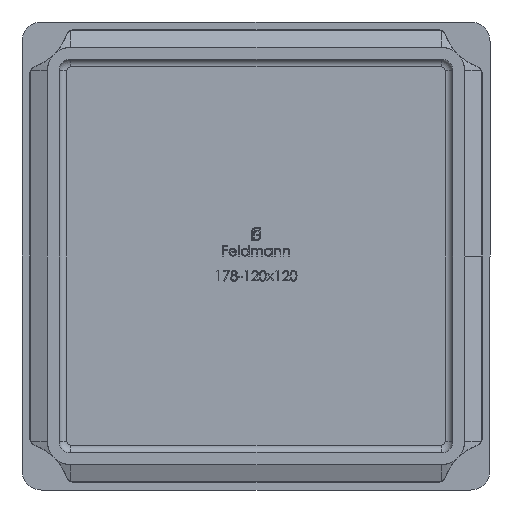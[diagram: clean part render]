
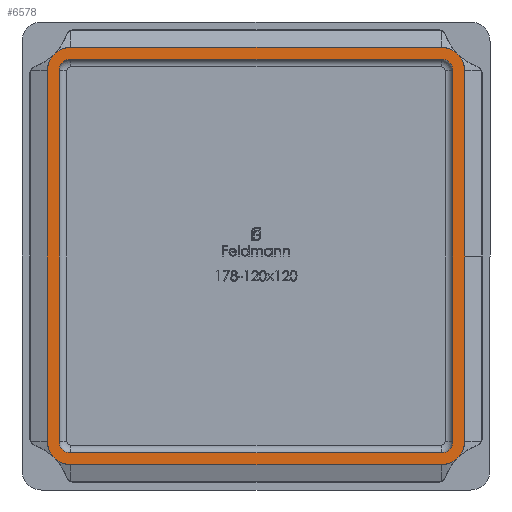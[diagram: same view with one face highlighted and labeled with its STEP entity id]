
A CAD part, front view. The second image highlights one B-rep face of the part: STEP entity #6578.
In plain terms, the highlighted planar face has unit normal (0, -1, 0).
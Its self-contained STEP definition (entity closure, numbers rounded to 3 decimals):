
#122 = VECTOR ( 'NONE', #3437, 1000. ) ;
#281 = VERTEX_POINT ( 'NONE', #12202 ) ;
#577 = AXIS2_PLACEMENT_3D ( 'NONE', #2741, #1229, #6047 ) ;
#605 = ORIENTED_EDGE ( 'NONE', *, *, #9967, .F. ) ;
#610 = CARTESIAN_POINT ( 'NONE',  ( 25.25, -16., 23.75 ) ) ;
#651 = LINE ( 'NONE', #15672, #18590 ) ;
#769 = EDGE_CURVE ( 'NONE', #18337, #16221, #11127, .T. ) ;
#1229 = DIRECTION ( 'NONE',  ( 0., -1., 0. ) ) ;
#1458 = CARTESIAN_POINT ( 'NONE',  ( -23.75, -16., -23.75 ) ) ;
#1489 = DIRECTION ( 'NONE',  ( 0., 0., 1. ) ) ;
#1512 = EDGE_LOOP ( 'NONE', ( #6444, #4502, #13633, #7176, #5772, #8122, #13792, #605 ) ) ;
#1605 = DIRECTION ( 'NONE',  ( 0., 0., -1. ) ) ;
#1859 = CIRCLE ( 'NONE', #6153, 3. ) ;
#2006 = VERTEX_POINT ( 'NONE', #2854 ) ;
#2254 = DIRECTION ( 'NONE',  ( 0., 0., 1. ) ) ;
#2303 = VECTOR ( 'NONE', #19685, 1000. ) ;
#2352 = CIRCLE ( 'NONE', #2992, 1.5 ) ;
#2356 = LINE ( 'NONE', #5944, #17859 ) ;
#2501 = DIRECTION ( 'NONE',  ( 0., 0., -1. ) ) ;
#2642 = DIRECTION ( 'NONE',  ( 0., 0., 1. ) ) ;
#2687 = DIRECTION ( 'NONE',  ( 0., 0., 1. ) ) ;
#2741 = CARTESIAN_POINT ( 'NONE',  ( 23.75, -16., -23.75 ) ) ;
#2854 = CARTESIAN_POINT ( 'NONE',  ( 26.75, -16., -23.75 ) ) ;
#2871 = EDGE_CURVE ( 'NONE', #16221, #15472, #8381, .T. ) ;
#2917 = DIRECTION ( 'NONE',  ( 0., -1., 0. ) ) ;
#2992 = AXIS2_PLACEMENT_3D ( 'NONE', #20152, #2917, #13925 ) ;
#3113 = DIRECTION ( 'NONE',  ( 0., 0., 1. ) ) ;
#3415 = CARTESIAN_POINT ( 'NONE',  ( 26.75, -16., 23.75 ) ) ;
#3437 = DIRECTION ( 'NONE',  ( 1., 0., 0. ) ) ;
#3629 = EDGE_CURVE ( 'NONE', #281, #14506, #17334, .T. ) ;
#3713 = EDGE_LOOP ( 'NONE', ( #6114, #7944, #18169, #8812, #5740, #12897, #13783, #11039 ) ) ;
#3829 = CIRCLE ( 'NONE', #12753, 3. ) ;
#3966 = AXIS2_PLACEMENT_3D ( 'NONE', #10289, #4099, #11808 ) ;
#3981 = CARTESIAN_POINT ( 'NONE',  ( -23.75, -16., 25.25 ) ) ;
#4018 = CIRCLE ( 'NONE', #5909, 1.5 ) ;
#4044 = VERTEX_POINT ( 'NONE', #10147 ) ;
#4068 = EDGE_CURVE ( 'NONE', #15998, #281, #14112, .T. ) ;
#4099 = DIRECTION ( 'NONE',  ( 0., -1., 0. ) ) ;
#4482 = EDGE_CURVE ( 'NONE', #6788, #18337, #15595, .T. ) ;
#4502 = ORIENTED_EDGE ( 'NONE', *, *, #4068, .F. ) ;
#5389 = DIRECTION ( 'NONE',  ( 0., 0., 1. ) ) ;
#5740 = ORIENTED_EDGE ( 'NONE', *, *, #769, .T. ) ;
#5772 = ORIENTED_EDGE ( 'NONE', *, *, #7908, .F. ) ;
#5784 = LINE ( 'NONE', #16032, #122 ) ;
#5909 = AXIS2_PLACEMENT_3D ( 'NONE', #20135, #12126, #2687 ) ;
#5944 = CARTESIAN_POINT ( 'NONE',  ( -23.75, -16., 25.25 ) ) ;
#6047 = DIRECTION ( 'NONE',  ( 0., 0., -1. ) ) ;
#6114 = ORIENTED_EDGE ( 'NONE', *, *, #20453, .T. ) ;
#6153 = AXIS2_PLACEMENT_3D ( 'NONE', #19932, #12069, #2642 ) ;
#6444 = ORIENTED_EDGE ( 'NONE', *, *, #3629, .F. ) ;
#6578 = ADVANCED_FACE ( 'NONE', ( #16767, #9371 ), #10569, .T. ) ;
#6788 = VERTEX_POINT ( 'NONE', #7213 ) ;
#7176 = ORIENTED_EDGE ( 'NONE', *, *, #16418, .F. ) ;
#7213 = CARTESIAN_POINT ( 'NONE',  ( 23.75, -16., 26.75 ) ) ;
#7317 = AXIS2_PLACEMENT_3D ( 'NONE', #18131, #18340, #19734 ) ;
#7589 = DIRECTION ( 'NONE',  ( 1., 0., 0. ) ) ;
#7892 = VECTOR ( 'NONE', #15314, 1000. ) ;
#7908 = EDGE_CURVE ( 'NONE', #12396, #4044, #11933, .T. ) ;
#7944 = ORIENTED_EDGE ( 'NONE', *, *, #9415, .T. ) ;
#8074 = CARTESIAN_POINT ( 'NONE',  ( -25.25, -16., -23.75 ) ) ;
#8122 = ORIENTED_EDGE ( 'NONE', *, *, #17615, .F. ) ;
#8238 = LINE ( 'NONE', #3415, #12647 ) ;
#8381 = LINE ( 'NONE', #10505, #7892 ) ;
#8564 = CARTESIAN_POINT ( 'NONE',  ( -23.75, -16., -26.75 ) ) ;
#8764 = EDGE_CURVE ( 'NONE', #13778, #13050, #5784, .T. ) ;
#8812 = ORIENTED_EDGE ( 'NONE', *, *, #4482, .T. ) ;
#8947 = CARTESIAN_POINT ( 'NONE',  ( 26.75, -16., 23.75 ) ) ;
#8978 = DIRECTION ( 'NONE',  ( 0., -1., 0. ) ) ;
#9371 = FACE_BOUND ( 'NONE', #1512, .T. ) ;
#9415 = EDGE_CURVE ( 'NONE', #2006, #11725, #8238, .T. ) ;
#9967 = EDGE_CURVE ( 'NONE', #14506, #13778, #4018, .T. ) ;
#10144 = CARTESIAN_POINT ( 'NONE',  ( -23.75, -16., -25.25 ) ) ;
#10147 = CARTESIAN_POINT ( 'NONE',  ( 25.25, -16., 23.75 ) ) ;
#10289 = CARTESIAN_POINT ( 'NONE',  ( -23.75, -16., 23.75 ) ) ;
#10505 = CARTESIAN_POINT ( 'NONE',  ( -26.75, -16., 23.75 ) ) ;
#10569 = PLANE ( 'NONE',  #577 ) ;
#11039 = ORIENTED_EDGE ( 'NONE', *, *, #17799, .T. ) ;
#11127 = CIRCLE ( 'NONE', #12651, 3. ) ;
#11725 = VERTEX_POINT ( 'NONE', #8947 ) ;
#11808 = DIRECTION ( 'NONE',  ( 0., 0., 1. ) ) ;
#11933 = LINE ( 'NONE', #610, #14625 ) ;
#12069 = DIRECTION ( 'NONE',  ( 0., -1., 0. ) ) ;
#12126 = DIRECTION ( 'NONE',  ( 0., -1., 0. ) ) ;
#12183 = VECTOR ( 'NONE', #1605, 1000. ) ;
#12202 = CARTESIAN_POINT ( 'NONE',  ( -25.25, -16., 23.75 ) ) ;
#12396 = VERTEX_POINT ( 'NONE', #17520 ) ;
#12441 = CARTESIAN_POINT ( 'NONE',  ( -23.75, -16., 23.75 ) ) ;
#12561 = DIRECTION ( 'NONE',  ( 0., -1., 0. ) ) ;
#12647 = VECTOR ( 'NONE', #2254, 1000. ) ;
#12651 = AXIS2_PLACEMENT_3D ( 'NONE', #12441, #12561, #1489 ) ;
#12753 = AXIS2_PLACEMENT_3D ( 'NONE', #1458, #15633, #3113 ) ;
#12897 = ORIENTED_EDGE ( 'NONE', *, *, #2871, .T. ) ;
#13050 = VERTEX_POINT ( 'NONE', #18650 ) ;
#13633 = ORIENTED_EDGE ( 'NONE', *, *, #18668, .F. ) ;
#13778 = VERTEX_POINT ( 'NONE', #10144 ) ;
#13783 = ORIENTED_EDGE ( 'NONE', *, *, #18767, .T. ) ;
#13792 = ORIENTED_EDGE ( 'NONE', *, *, #8764, .F. ) ;
#13925 = DIRECTION ( 'NONE',  ( 0., 0., -1. ) ) ;
#14112 = CIRCLE ( 'NONE', #3966, 1.5 ) ;
#14182 = CARTESIAN_POINT ( 'NONE',  ( -25.25, -16., 23.75 ) ) ;
#14506 = VERTEX_POINT ( 'NONE', #8074 ) ;
#14625 = VECTOR ( 'NONE', #5389, 1000. ) ;
#14997 = CARTESIAN_POINT ( 'NONE',  ( 23.75, -16., -23.75 ) ) ;
#15162 = CIRCLE ( 'NONE', #7317, 1.5 ) ;
#15285 = CARTESIAN_POINT ( 'NONE',  ( -26.75, -16., -23.75 ) ) ;
#15314 = DIRECTION ( 'NONE',  ( 0., 0., -1. ) ) ;
#15337 = CARTESIAN_POINT ( 'NONE',  ( 23.75, -16., -26.75 ) ) ;
#15472 = VERTEX_POINT ( 'NONE', #15285 ) ;
#15595 = LINE ( 'NONE', #19903, #2303 ) ;
#15633 = DIRECTION ( 'NONE',  ( 0., -1., 0. ) ) ;
#15672 = CARTESIAN_POINT ( 'NONE',  ( -23.75, -16., -26.75 ) ) ;
#15710 = CARTESIAN_POINT ( 'NONE',  ( -23.75, -16., 26.75 ) ) ;
#15772 = VERTEX_POINT ( 'NONE', #8564 ) ;
#15797 = AXIS2_PLACEMENT_3D ( 'NONE', #14997, #8978, #2501 ) ;
#15998 = VERTEX_POINT ( 'NONE', #3981 ) ;
#16032 = CARTESIAN_POINT ( 'NONE',  ( -23.75, -16., -25.25 ) ) ;
#16221 = VERTEX_POINT ( 'NONE', #20032 ) ;
#16418 = EDGE_CURVE ( 'NONE', #4044, #18528, #15162, .T. ) ;
#16767 = FACE_OUTER_BOUND ( 'NONE', #3713, .T. ) ;
#17025 = DIRECTION ( 'NONE',  ( -1., 0., 0. ) ) ;
#17334 = LINE ( 'NONE', #14182, #12183 ) ;
#17520 = CARTESIAN_POINT ( 'NONE',  ( 25.25, -16., -23.75 ) ) ;
#17615 = EDGE_CURVE ( 'NONE', #13050, #12396, #2352, .T. ) ;
#17647 = EDGE_CURVE ( 'NONE', #11725, #6788, #1859, .T. ) ;
#17799 = EDGE_CURVE ( 'NONE', #15772, #20053, #651, .T. ) ;
#17859 = VECTOR ( 'NONE', #17025, 1000. ) ;
#18131 = CARTESIAN_POINT ( 'NONE',  ( 23.75, -16., 23.75 ) ) ;
#18169 = ORIENTED_EDGE ( 'NONE', *, *, #17647, .T. ) ;
#18256 = CARTESIAN_POINT ( 'NONE',  ( 23.75, -16., 25.25 ) ) ;
#18337 = VERTEX_POINT ( 'NONE', #15710 ) ;
#18340 = DIRECTION ( 'NONE',  ( 0., -1., 0. ) ) ;
#18528 = VERTEX_POINT ( 'NONE', #18256 ) ;
#18590 = VECTOR ( 'NONE', #7589, 1000. ) ;
#18650 = CARTESIAN_POINT ( 'NONE',  ( 23.75, -16., -25.25 ) ) ;
#18668 = EDGE_CURVE ( 'NONE', #18528, #15998, #2356, .T. ) ;
#18767 = EDGE_CURVE ( 'NONE', #15472, #15772, #3829, .T. ) ;
#19057 = CIRCLE ( 'NONE', #15797, 3. ) ;
#19685 = DIRECTION ( 'NONE',  ( -1., 0., 0. ) ) ;
#19734 = DIRECTION ( 'NONE',  ( 0., 0., 1. ) ) ;
#19903 = CARTESIAN_POINT ( 'NONE',  ( -23.75, -16., 26.75 ) ) ;
#19932 = CARTESIAN_POINT ( 'NONE',  ( 23.75, -16., 23.75 ) ) ;
#20032 = CARTESIAN_POINT ( 'NONE',  ( -26.75, -16., 23.75 ) ) ;
#20053 = VERTEX_POINT ( 'NONE', #15337 ) ;
#20135 = CARTESIAN_POINT ( 'NONE',  ( -23.75, -16., -23.75 ) ) ;
#20152 = CARTESIAN_POINT ( 'NONE',  ( 23.75, -16., -23.75 ) ) ;
#20453 = EDGE_CURVE ( 'NONE', #20053, #2006, #19057, .T. ) ;
